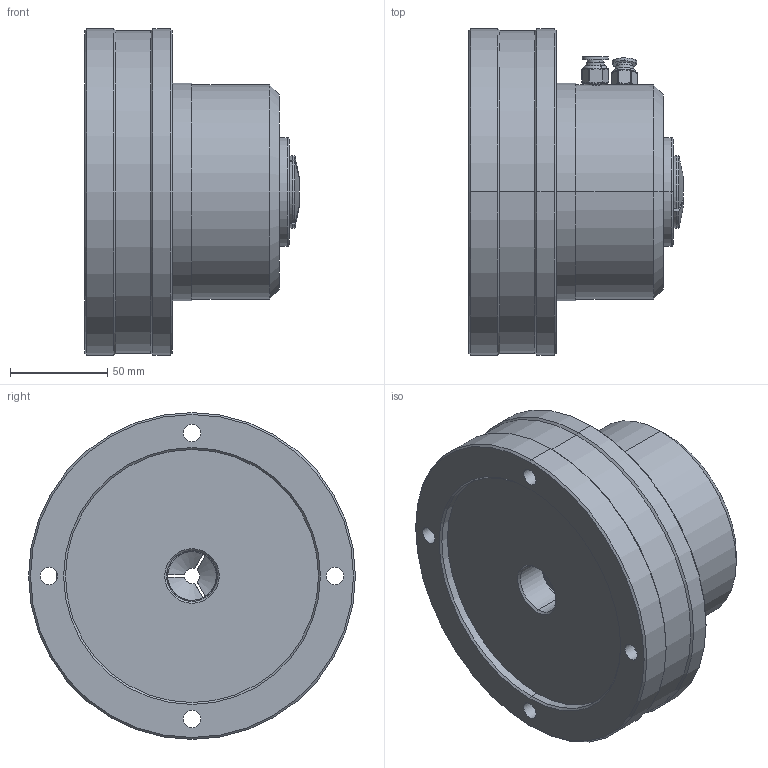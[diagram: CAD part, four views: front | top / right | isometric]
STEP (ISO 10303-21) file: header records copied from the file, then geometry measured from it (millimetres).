
FILE_DESCRIPTION (( 'STEP AP214' ), '1' );
FILE_NAME ('JAC-5C+5C.STEP', '2025-02-06T02:48:04', ( '' ), ( '' ), 'SwSTEP 2.0', 'SolidWorks 2023', '' );
FILE_SCHEMA (( 'AUTOMOTIVE_DESIGN' ));
Length unit declared in the file: millimetre
Products named in the file (3): 5C; JAC-5C+5C; JAC-5C
Assembly tree (2 placements, depth 2):
  JAC-5C+5C
    JAC-5C
    5C
Bounding box: 110.2 x 168 x 168 mm (x, y, z)
Volume: 1402591.8 mm3; surface area: 124852.7 mm2
Topology: 4 solids, 4 shells, 444 faces, 1121 edges, 636 vertices
Faces by surface type: cylinder 172, bspline 101, plane 97, cone 34, sphere 28, torus 12
Full cylindrical faces by diameter (mm): 8.9 x4, 25 x14, 26.5 x1, 31.75 x1
Entity records: 38514 total; most frequent: CARTESIAN_POINT 25167, ORIENTED_EDGE 2004, DIRECTION 1681, EDGE_CURVE 1002, AXIS2_PLACEMENT_3D 674, VERTEX_POINT 606, EDGE_LOOP 472, FACE_OUTER_BOUND 437
